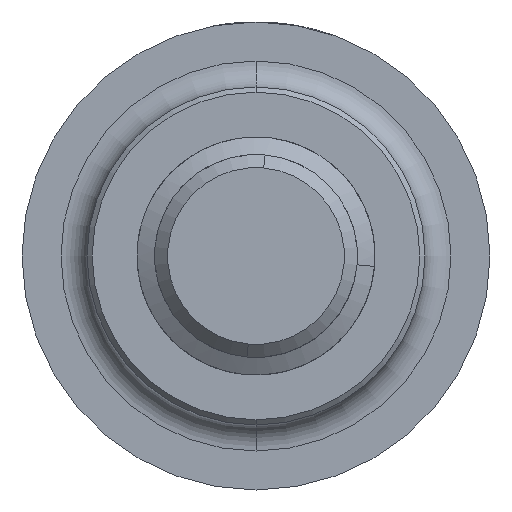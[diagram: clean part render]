
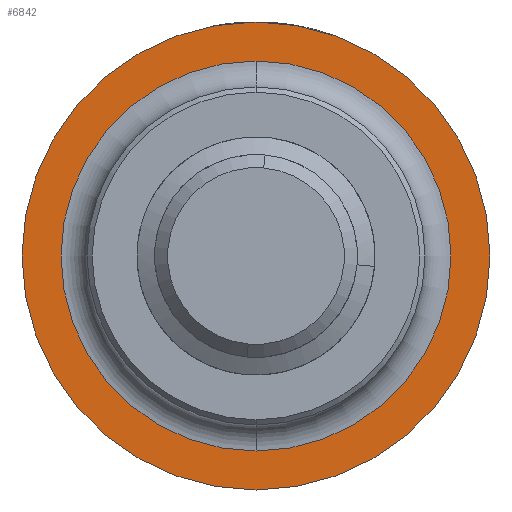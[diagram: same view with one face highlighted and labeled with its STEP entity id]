
A CAD part, front view. The second image highlights one B-rep face of the part: STEP entity #6842.
In plain terms, the highlighted planar face has unit normal (0, -1, 0).
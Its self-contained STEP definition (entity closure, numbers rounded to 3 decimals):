
#164 = DIRECTION ( 'NONE',  ( 0., 0., -1. ) ) ;
#196 = CIRCLE ( 'NONE', #3551, 9. ) ;
#759 = CIRCLE ( 'NONE', #3243, 7.5 ) ;
#978 = DIRECTION ( 'NONE',  ( 0., 0., -1. ) ) ;
#1037 = VERTEX_POINT ( 'NONE', #4496 ) ;
#1094 = DIRECTION ( 'NONE',  ( 0., 0., -1. ) ) ;
#1200 = ORIENTED_EDGE ( 'NONE', *, *, #2627, .F. ) ;
#1268 = AXIS2_PLACEMENT_3D ( 'NONE', #5782, #3098, #978 ) ;
#1295 = ORIENTED_EDGE ( 'NONE', *, *, #6451, .T. ) ;
#1542 = CARTESIAN_POINT ( 'NONE',  ( 0., 12.42, 0. ) ) ;
#1571 = VERTEX_POINT ( 'NONE', #5438 ) ;
#1645 = AXIS2_PLACEMENT_3D ( 'NONE', #1542, #4776, #3666 ) ;
#1897 = EDGE_CURVE ( 'NONE', #1037, #5553, #3206, .T. ) ;
#2235 = CARTESIAN_POINT ( 'NONE',  ( 0., 12.42, 0. ) ) ;
#2527 = EDGE_LOOP ( 'NONE', ( #4736, #1200 ) ) ;
#2627 = EDGE_CURVE ( 'NONE', #1571, #4317, #759, .T. ) ;
#2928 = CARTESIAN_POINT ( 'NONE',  ( 0., 12.42, 9. ) ) ;
#3098 = DIRECTION ( 'NONE',  ( 0., -1., 0. ) ) ;
#3133 = FACE_OUTER_BOUND ( 'NONE', #4655, .T. ) ;
#3206 = CIRCLE ( 'NONE', #1645, 9. ) ;
#3243 = AXIS2_PLACEMENT_3D ( 'NONE', #2235, #3764, #1094 ) ;
#3551 = AXIS2_PLACEMENT_3D ( 'NONE', #4065, #6803, #6301 ) ;
#3666 = DIRECTION ( 'NONE',  ( 0., 0., -1. ) ) ;
#3764 = DIRECTION ( 'NONE',  ( 0., -1., 0. ) ) ;
#3912 = CARTESIAN_POINT ( 'NONE',  ( 0., 12.42, 0. ) ) ;
#4065 = CARTESIAN_POINT ( 'NONE',  ( 0., 12.42, 0. ) ) ;
#4220 = PLANE ( 'NONE',  #1268 ) ;
#4317 = VERTEX_POINT ( 'NONE', #5973 ) ;
#4496 = CARTESIAN_POINT ( 'NONE',  ( 0., 12.42, -9. ) ) ;
#4655 = EDGE_LOOP ( 'NONE', ( #6028, #1295 ) ) ;
#4736 = ORIENTED_EDGE ( 'NONE', *, *, #5064, .F. ) ;
#4776 = DIRECTION ( 'NONE',  ( 0., -1., 0. ) ) ;
#4976 = DIRECTION ( 'NONE',  ( 0., -1., 0. ) ) ;
#5064 = EDGE_CURVE ( 'NONE', #4317, #1571, #5957, .T. ) ;
#5438 = CARTESIAN_POINT ( 'NONE',  ( 0., 12.42, 7.5 ) ) ;
#5553 = VERTEX_POINT ( 'NONE', #2928 ) ;
#5782 = CARTESIAN_POINT ( 'NONE',  ( 7.5, 12.42, 0. ) ) ;
#5957 = CIRCLE ( 'NONE', #6718, 7.5 ) ;
#5973 = CARTESIAN_POINT ( 'NONE',  ( 0., 12.42, -7.5 ) ) ;
#6028 = ORIENTED_EDGE ( 'NONE', *, *, #1897, .T. ) ;
#6249 = FACE_BOUND ( 'NONE', #2527, .T. ) ;
#6301 = DIRECTION ( 'NONE',  ( 0., 0., -1. ) ) ;
#6451 = EDGE_CURVE ( 'NONE', #5553, #1037, #196, .T. ) ;
#6718 = AXIS2_PLACEMENT_3D ( 'NONE', #3912, #4976, #164 ) ;
#6803 = DIRECTION ( 'NONE',  ( 0., -1., 0. ) ) ;
#6842 = ADVANCED_FACE ( 'NONE', ( #3133, #6249 ), #4220, .T. ) ;
